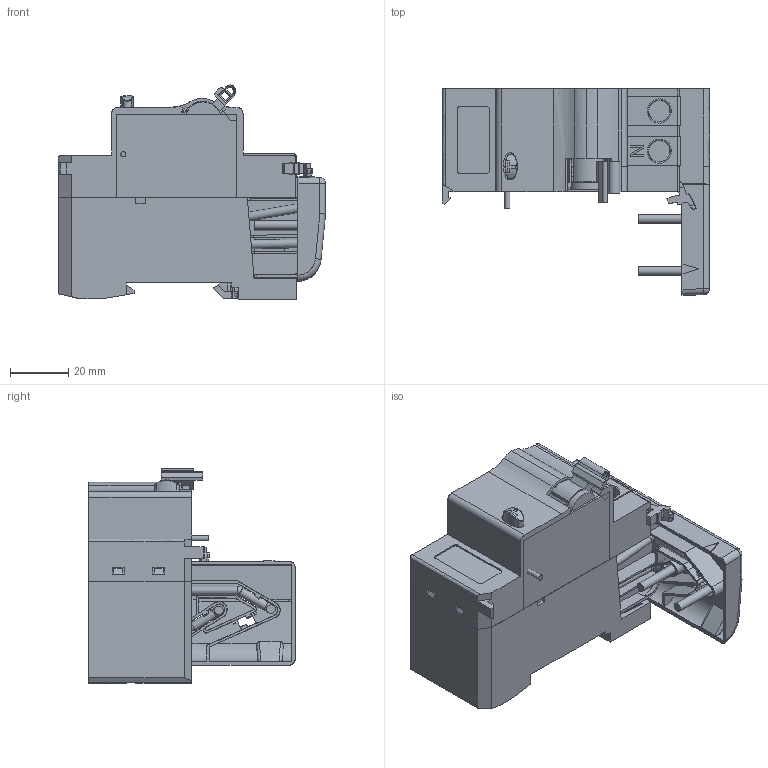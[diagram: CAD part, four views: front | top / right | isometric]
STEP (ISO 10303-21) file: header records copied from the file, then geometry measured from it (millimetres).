
FILE_DESCRIPTION(/* description */ (''),/* implementation_level */ '2;1');
FILE_NAME(/* name */ 'FILE_STP_CAD_DRAWING_3d_P1RA2P_prt.stp',/* time_stamp */ '2021-12-22T15:10:41+01:00',/* author */ (''),/* organization */ (''),/* preprocessor_version */ 'ST-DEVELOPER v16.7',/* originating_system */ 'SIEMENS PLM Software NX 12.0',/* authorisation */ '');
FILE_SCHEMA (('AUTOMOTIVE_DESIGN { 1 0 10303 214 3 1 1 1 }'));
Length unit declared in the file: millimetre
Products named in the file (1): 3d_P1RA2P
Bounding box: 91.74 x 70.73 x 73.35 mm (x, y, z)
Surface area: 44438.1 mm2 (no closed solid volume)
Topology: 0 solids, 197 shells, 614 faces, 2937 edges, 2475 vertices
Faces by surface type: plane 465, cylinder 81, bspline 46, torus 11, cone 10, sphere 1
Full cylindrical faces by diameter (mm): 1.8 x1, 2 x1, 3 x9, 7.3 x2, 10.5 x1, 25.2 x1
Entity records: 35047 total; most frequent: CARTESIAN_POINT 13650, ORIENTED_EDGE 3862, EDGE_CURVE 2908, DIRECTION 2873, VERTEX_POINT 2473, LINE 1349, VECTOR 1349, B_SPLINE_CURVE_WITH_KNOTS 1285
